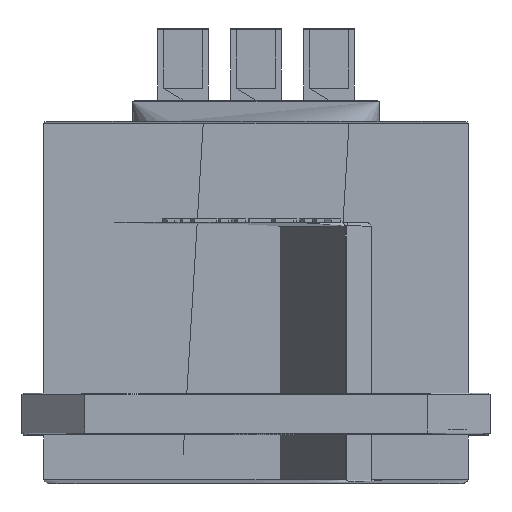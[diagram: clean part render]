
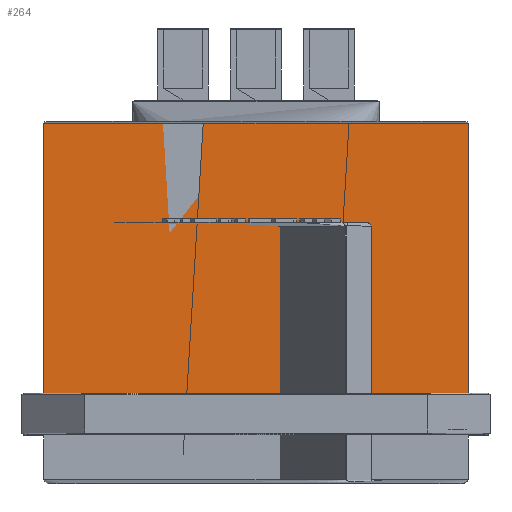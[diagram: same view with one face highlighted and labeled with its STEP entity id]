
A CAD part, top view. The second image highlights one B-rep face of the part: STEP entity #264.
In plain terms, the highlighted free-form (B-spline) face has degree [2, 1] with [9, 2] control points.
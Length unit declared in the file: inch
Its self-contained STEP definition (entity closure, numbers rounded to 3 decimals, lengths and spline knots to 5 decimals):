
#264=ADVANCED_FACE('',(#473),#3206,.T.);
#473=FACE_OUTER_BOUND('',#683,.T.);
#683=EDGE_LOOP('',(#1331,#1332,#1333,#1334));
#1331=ORIENTED_EDGE('',*,*,#2119,.T.);
#1332=ORIENTED_EDGE('',*,*,#2120,.T.);
#1333=ORIENTED_EDGE('',*,*,#2118,.F.);
#1334=ORIENTED_EDGE('',*,*,#2117,.T.);
#2117=EDGE_CURVE('',#3030,#3032,#2562,.T.);
#2118=EDGE_CURVE('',#3030,#3031,#2696,.T.);
#2119=EDGE_CURVE('',#3032,#3033,#2697,.T.);
#2120=EDGE_CURVE('',#3033,#3031,#2563,.T.);
#2562=B_SPLINE_CURVE_WITH_KNOTS('',1,(#6590,#6591),.UNSPECIFIED.,.F.,.F.,
(2,2),(-15.1,-0.0762),.UNSPECIFIED.);
#2563=B_SPLINE_CURVE_WITH_KNOTS('',1,(#6602,#6603),.UNSPECIFIED.,.F.,.F.,
(2,2),(-15.0238,0.),.UNSPECIFIED.);
#2696=(
BOUNDED_CURVE()
B_SPLINE_CURVE(2,(#6592,#6593,#6594,#6595,#6596),.UNSPECIFIED.,.F.,.F.)
B_SPLINE_CURVE_WITH_KNOTS((3,2,3),(0.,18.5354,37.07079),
 .UNSPECIFIED.)
CURVE()
GEOMETRIC_REPRESENTATION_ITEM()
RATIONAL_B_SPLINE_CURVE((1.,0.707,1.,0.707,1.))
REPRESENTATION_ITEM('')
);
#2697=(
BOUNDED_CURVE()
B_SPLINE_CURVE(2,(#6597,#6598,#6599,#6600,#6601),.UNSPECIFIED.,.F.,.F.)
B_SPLINE_CURVE_WITH_KNOTS((3,2,3),(0.,0.72501,
1.45002),.UNSPECIFIED.)
CURVE()
GEOMETRIC_REPRESENTATION_ITEM()
RATIONAL_B_SPLINE_CURVE((1.,0.707,1.,0.707,1.))
REPRESENTATION_ITEM('')
);
#3030=VERTEX_POINT('',#5928);
#3031=VERTEX_POINT('',#5929);
#3032=VERTEX_POINT('',#5930);
#3033=VERTEX_POINT('',#5931);
#3206=(
BOUNDED_SURFACE()
B_SPLINE_SURFACE(2,1,((#4784,#4785),(#4786,#4787),(#4788,#4789),(#4790,
#4791),(#4792,#4793),(#4794,#4795),(#4796,#4797),(#4798,#4799),(#4800,#4801)),
 .UNSPECIFIED.,.T.,.F.,.F.)
B_SPLINE_SURFACE_WITH_KNOTS((3,2,2,2,3),(2,2),(0.,1.5708,3.14159,
4.71239,6.28319),(0.,18.23452),.UNSPECIFIED.)
GEOMETRIC_REPRESENTATION_ITEM()
RATIONAL_B_SPLINE_SURFACE(((1.,1.),(0.707,0.707),
(1.,1.),(0.707,0.707),(1.,1.),(0.707,
0.707),(1.,1.),(0.707,0.707),(1.,1.)))
REPRESENTATION_ITEM('')
SURFACE()
);
#4784=CARTESIAN_POINT('',(0.,0.70147,0.14567));
#4785=CARTESIAN_POINT('',(0.,-0.01643,0.14567));
#4786=CARTESIAN_POINT('',(0.46457,0.70147,0.14567));
#4787=CARTESIAN_POINT('',(0.46457,-0.01643,0.14567));
#4788=CARTESIAN_POINT('',(0.46457,0.70147,0.61024));
#4789=CARTESIAN_POINT('',(0.46457,-0.01643,0.61024));
#4790=CARTESIAN_POINT('',(0.46457,0.70147,1.0748));
#4791=CARTESIAN_POINT('',(0.46457,-0.01643,1.0748));
#4792=CARTESIAN_POINT('',(0.,0.70147,1.0748));
#4793=CARTESIAN_POINT('',(0.,-0.01643,1.0748));
#4794=CARTESIAN_POINT('',(-0.46457,0.70147,1.0748));
#4795=CARTESIAN_POINT('',(-0.46457,-0.01643,1.0748));
#4796=CARTESIAN_POINT('',(-0.46457,0.70147,0.61024));
#4797=CARTESIAN_POINT('',(-0.46457,-0.01643,0.61024));
#4798=CARTESIAN_POINT('',(-0.46457,0.70147,0.14567));
#4799=CARTESIAN_POINT('',(-0.46457,-0.01643,0.14567));
#4800=CARTESIAN_POINT('',(0.,0.70147,0.14567));
#4801=CARTESIAN_POINT('',(0.,-0.01643,0.14567));
#5928=CARTESIAN_POINT('',(0.46457,0.04528,0.61024));
#5929=CARTESIAN_POINT('',(-0.46457,0.04528,0.61024));
#5930=CARTESIAN_POINT('',(0.46457,0.63676,0.61024));
#5931=CARTESIAN_POINT('',(-0.46457,0.63676,0.61024));
#6590=CARTESIAN_POINT('',(0.46457,0.04528,0.61024));
#6591=CARTESIAN_POINT('',(0.46457,0.63676,0.61024));
#6592=CARTESIAN_POINT('',(0.46457,0.04528,0.61024));
#6593=CARTESIAN_POINT('',(0.46457,0.04528,1.0748));
#6594=CARTESIAN_POINT('',(0.,0.04528,1.0748));
#6595=CARTESIAN_POINT('',(-0.46457,0.04528,1.0748));
#6596=CARTESIAN_POINT('',(-0.46457,0.04528,0.61024));
#6597=CARTESIAN_POINT('',(0.46457,0.63676,0.61024));
#6598=CARTESIAN_POINT('',(0.46457,0.63676,1.07481));
#6599=CARTESIAN_POINT('',(0.,0.63676,1.07481));
#6600=CARTESIAN_POINT('',(-0.46457,0.63676,1.07481));
#6601=CARTESIAN_POINT('',(-0.46457,0.63676,0.61024));
#6602=CARTESIAN_POINT('',(-0.46457,0.63676,0.61024));
#6603=CARTESIAN_POINT('',(-0.46457,0.04528,0.61024));
